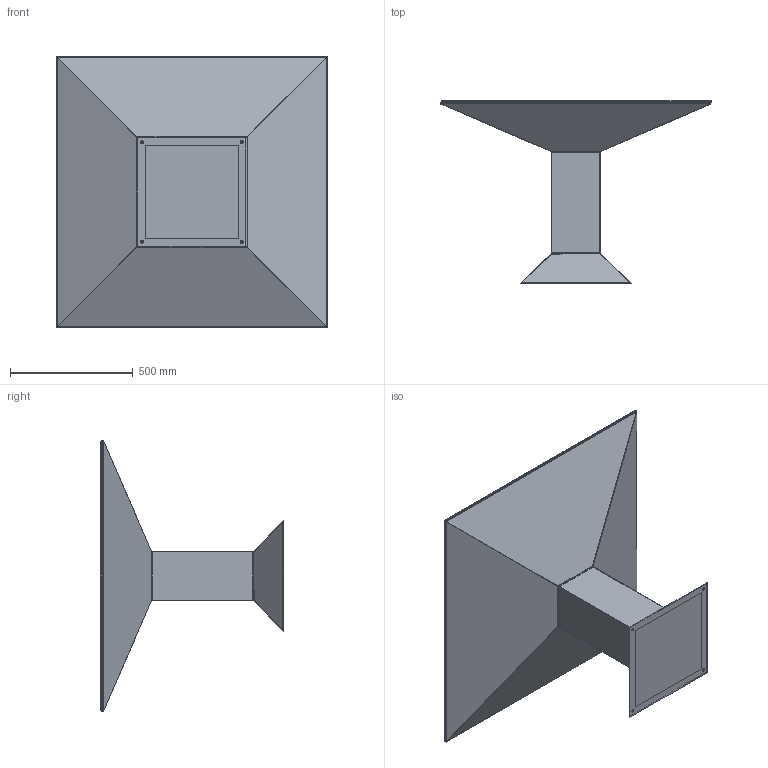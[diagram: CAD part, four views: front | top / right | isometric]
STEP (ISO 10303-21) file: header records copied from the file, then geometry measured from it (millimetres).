
FILE_DESCRIPTION (( 'STEP AP214' ), '1' );
FILE_NAME ('MI-397-03-01-F120912-METTSASS.STEP', '2023-01-13T14:50:10', ( '' ), ( '' ), 'SwSTEP 2.0', 'SolidWorks 2022', '' );
FILE_SCHEMA (( 'AUTOMOTIVE_DESIGN' ));
Length unit declared in the file: millimetre
Products named in the file (6): MI-397-01-03-F200612-PARTE SUPERIOR-WEB; MI-397-01-04-F140612-SOBRE-WEB; MI-397-01-01-F200612-BASE-WEB; MI-397-01-02-F200612-COLUMNA-WEB; MI-397-03-01-F120912-METTSASS; MI-397-01-04-F260312-PLACA FIJACIÓN SUPERIOR-WEB
Assembly tree (5 placements, depth 2):
  MI-397-03-01-F120912-METTSASS
    MI-397-01-01-F200612-BASE-WEB
    MI-397-01-02-F200612-COLUMNA-WEB
    MI-397-01-03-F200612-PARTE SUPERIOR-WEB
    MI-397-01-04-F260312-PLACA FIJACIÓN SUPERIOR-WEB
    MI-397-01-04-F140612-SOBRE-WEB
Bounding box: 1101.56 x 741 x 1100 mm (x, y, z)
Volume: 13714184.4 mm3; surface area: 7607170.4 mm2
Topology: 11 solids, 11 shells, 285 faces, 734 edges, 478 vertices
Faces by surface type: plane 182, cylinder 89, bspline 8, sphere 6
Entity records: 9800 total; most frequent: CARTESIAN_POINT 2539, ORIENTED_EDGE 1462, DIRECTION 1405, EDGE_CURVE 731, VECTOR 509, LINE 509, VERTEX_POINT 478, AXIS2_PLACEMENT_3D 448
